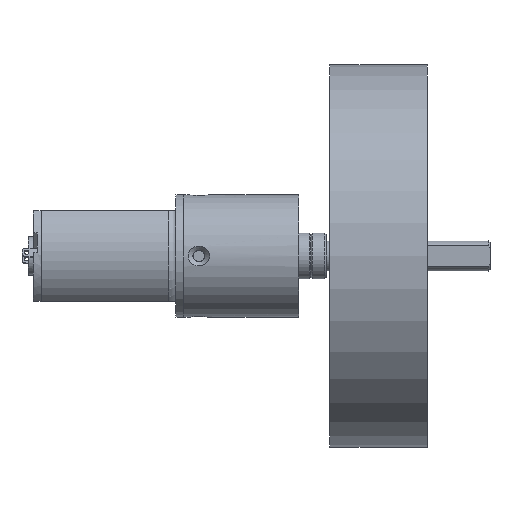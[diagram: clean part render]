
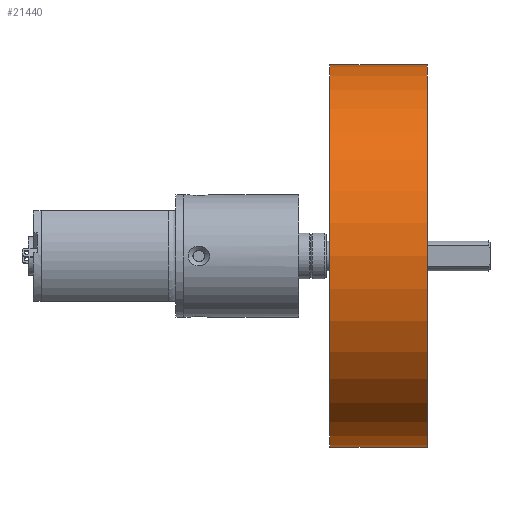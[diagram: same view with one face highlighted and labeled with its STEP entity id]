
A CAD part, front view. The second image highlights one B-rep face of the part: STEP entity #21440.
In plain terms, the highlighted cylindrical face has radius 25 mm (diameter 50 mm), a full revolution.
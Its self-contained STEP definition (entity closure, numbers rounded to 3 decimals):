
#1918=FACE_OUTER_BOUND('',#3071,.T.);
#3071=EDGE_LOOP('',(#14955,#14956,#14957,#14958,#14959,#14960));
#4536=LINE('',#30586,#6513);
#6513=VECTOR('',#25021,25.);
#8236=CIRCLE('',#22815,25.);
#8237=CIRCLE('',#22816,25.);
#8238=CIRCLE('',#22817,25.);
#8239=CIRCLE('',#22818,25.);
#9162=VERTEX_POINT('',#30581);
#9163=VERTEX_POINT('',#30582);
#9164=VERTEX_POINT('',#30585);
#9165=VERTEX_POINT('',#30587);
#11519=EDGE_CURVE('',#9162,#9163,#8236,.T.);
#11520=EDGE_CURVE('',#9163,#9162,#8237,.T.);
#11521=EDGE_CURVE('',#9163,#9164,#4536,.T.);
#11522=EDGE_CURVE('',#9164,#9165,#8238,.T.);
#11523=EDGE_CURVE('',#9165,#9164,#8239,.T.);
#14955=ORIENTED_EDGE('',*,*,#11519,.F.);
#14956=ORIENTED_EDGE('',*,*,#11520,.F.);
#14957=ORIENTED_EDGE('',*,*,#11521,.T.);
#14958=ORIENTED_EDGE('',*,*,#11522,.T.);
#14959=ORIENTED_EDGE('',*,*,#11523,.T.);
#14960=ORIENTED_EDGE('',*,*,#11521,.F.);
#21186=CYLINDRICAL_SURFACE('',#22814,25.);
#21440=ADVANCED_FACE('',(#1918),#21186,.T.);
#22814=AXIS2_PLACEMENT_3D('',#30580,#25015,#25016);
#22815=AXIS2_PLACEMENT_3D('',#30583,#25017,#25018);
#22816=AXIS2_PLACEMENT_3D('',#30584,#25019,#25020);
#22817=AXIS2_PLACEMENT_3D('',#30588,#25022,#25023);
#22818=AXIS2_PLACEMENT_3D('',#30589,#25024,#25025);
#25015=DIRECTION('center_axis',(-1.,0.,0.));
#25016=DIRECTION('ref_axis',(0.,0.,1.));
#25017=DIRECTION('center_axis',(-1.,0.,0.));
#25018=DIRECTION('ref_axis',(0.,0.,1.));
#25019=DIRECTION('center_axis',(-1.,0.,0.));
#25020=DIRECTION('ref_axis',(0.,0.,1.));
#25021=DIRECTION('',(1.,0.,0.));
#25022=DIRECTION('center_axis',(-1.,0.,0.));
#25023=DIRECTION('ref_axis',(0.,0.,1.));
#25024=DIRECTION('center_axis',(-1.,0.,0.));
#25025=DIRECTION('ref_axis',(0.,0.,1.));
#30580=CARTESIAN_POINT('Origin',(0.,0.,0.));
#30581=CARTESIAN_POINT('',(-12.7,0.,25.));
#30582=CARTESIAN_POINT('',(-12.7,0.,-25.));
#30583=CARTESIAN_POINT('Origin',(-12.7,0.,0.));
#30584=CARTESIAN_POINT('Origin',(-12.7,0.,0.));
#30585=CARTESIAN_POINT('',(0.,0.,-25.));
#30586=CARTESIAN_POINT('',(0.,0.,-25.));
#30587=CARTESIAN_POINT('',(0.,0.,25.));
#30588=CARTESIAN_POINT('Origin',(0.,0.,0.));
#30589=CARTESIAN_POINT('Origin',(0.,0.,0.));
